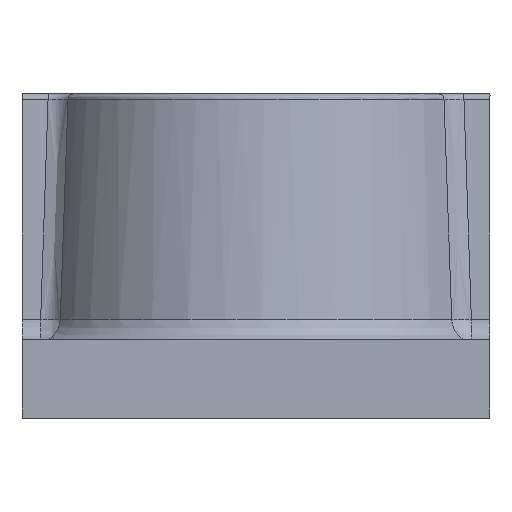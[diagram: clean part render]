
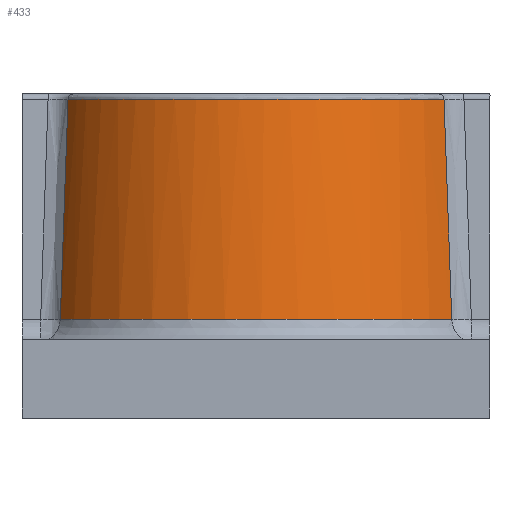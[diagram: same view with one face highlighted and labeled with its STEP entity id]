
A CAD part, left-side view. The second image highlights one B-rep face of the part: STEP entity #433.
In plain terms, the highlighted free-form (B-spline) face has degree [2, 1] with [9, 2] control points.
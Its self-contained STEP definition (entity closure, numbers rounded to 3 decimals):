
#433=ADVANCED_FACE('',(#567),#2045,.T.);
#567=FACE_OUTER_BOUND('',#703,.T.);
#703=EDGE_LOOP('',(#1120,#1121,#1122,#1123));
#1120=ORIENTED_EDGE('',*,*,#1615,.T.);
#1121=ORIENTED_EDGE('',*,*,#1594,.T.);
#1122=ORIENTED_EDGE('',*,*,#1554,.F.);
#1123=ORIENTED_EDGE('',*,*,#1593,.F.);
#1554=EDGE_CURVE('',#1877,#1879,#1717,.T.);
#1593=EDGE_CURVE('',#1918,#1877,#1742,.T.);
#1594=EDGE_CURVE('',#1920,#1879,#1743,.T.);
#1615=EDGE_CURVE('',#1918,#1920,#1753,.T.);
#1717=(
BOUNDED_CURVE()
B_SPLINE_CURVE(2,(#5191,#5192,#5193,#5194,#5195),.UNSPECIFIED.,.F.,.F.)
B_SPLINE_CURVE_WITH_KNOTS((3,2,3),(0.044,0.918,1.791),
 .UNSPECIFIED.)
CURVE()
GEOMETRIC_REPRESENTATION_ITEM()
RATIONAL_B_SPLINE_CURVE((1.,0.879,1.,0.879,1.))
REPRESENTATION_ITEM('')
);
#1742=(
BOUNDED_CURVE()
B_SPLINE_CURVE(3,(#5423,#5424,#5425,#5426),.UNSPECIFIED.,.F.,.F.)
B_SPLINE_CURVE_WITH_KNOTS((4,4),(-0.754,0.),.UNSPECIFIED.)
CURVE()
GEOMETRIC_REPRESENTATION_ITEM()
RATIONAL_B_SPLINE_CURVE((1.,1.,1.,1.))
REPRESENTATION_ITEM('')
);
#1743=(
BOUNDED_CURVE()
B_SPLINE_CURVE(3,(#5427,#5428,#5429,#5430),.UNSPECIFIED.,.F.,.F.)
B_SPLINE_CURVE_WITH_KNOTS((4,4),(-0.754,0.),.UNSPECIFIED.)
CURVE()
GEOMETRIC_REPRESENTATION_ITEM()
RATIONAL_B_SPLINE_CURVE((1.,1.,1.,1.))
REPRESENTATION_ITEM('')
);
#1753=(
BOUNDED_CURVE()
B_SPLINE_CURVE(3,(#5600,#5601,#5602,#5603,#5604,#5605,#5606,#5607,#5608,
#5609,#5610,#5611,#5612,#5613,#5614,#5615,#5616,#5617,#5618,#5619,#5620,
#5621,#5622,#5623,#5624),.UNSPECIFIED.,.F.,.F.)
B_SPLINE_CURVE_WITH_KNOTS((4,3,3,3,3,3,3,3,4),(0.001,0.125,
0.268,0.509,0.751,0.992,1.234,
1.377,1.501),.UNSPECIFIED.)
CURVE()
GEOMETRIC_REPRESENTATION_ITEM()
RATIONAL_B_SPLINE_CURVE((1.,1.,1.,1.,1.,1.,
1.,1.,1.,1.,1.,1.,1.,1.,1.,1.,1.,
1.,1.,1.,1.,1.,1.,1.,1.))
REPRESENTATION_ITEM('')
);
#1877=VERTEX_POINT('',#5030);
#1879=VERTEX_POINT('',#5032);
#1918=VERTEX_POINT('',#5071);
#1920=VERTEX_POINT('',#5073);
#2045=(
BOUNDED_SURFACE()
B_SPLINE_SURFACE(2,1,((#3968,#3969),(#3970,#3971),(#3972,#3973),(#3974,#3975),
(#3976,#3977),(#3978,#3979),(#3980,#3981),(#3982,#3983),(#3984,#3985)),
 .UNSPECIFIED.,.T.,.F.,.F.)
B_SPLINE_SURFACE_WITH_KNOTS((3,2,2,2,3),(2,2),(0.,0.512,1.024,
1.536,2.048),(3.718,4.565),
 .UNSPECIFIED.)
GEOMETRIC_REPRESENTATION_ITEM()
RATIONAL_B_SPLINE_SURFACE(((1.,1.),(0.707,0.707),
(1.,1.),(0.707,0.707),(1.,1.),(0.707,
0.707),(1.,1.),(0.707,0.707),(1.,1.)))
REPRESENTATION_ITEM('')
SURFACE()
);
#3968=CARTESIAN_POINT('',(0.,0.751,1.108));
#3969=CARTESIAN_POINT('',(0.,0.802,0.262));
#3970=CARTESIAN_POINT('',(0.751,0.751,1.108));
#3971=CARTESIAN_POINT('',(0.802,0.802,0.262));
#3972=CARTESIAN_POINT('',(0.751,0.,1.108));
#3973=CARTESIAN_POINT('',(0.802,0.,0.262));
#3974=CARTESIAN_POINT('',(0.751,-0.751,1.108));
#3975=CARTESIAN_POINT('',(0.802,-0.802,0.262));
#3976=CARTESIAN_POINT('',(0.,-0.751,1.108));
#3977=CARTESIAN_POINT('',(0.,-0.802,0.262));
#3978=CARTESIAN_POINT('',(-0.751,-0.751,1.108));
#3979=CARTESIAN_POINT('',(-0.802,-0.802,0.262));
#3980=CARTESIAN_POINT('',(-0.751,0.,1.108));
#3981=CARTESIAN_POINT('',(-0.802,0.,0.262));
#3982=CARTESIAN_POINT('',(-0.751,0.751,1.108));
#3983=CARTESIAN_POINT('',(-0.802,0.802,0.262));
#3984=CARTESIAN_POINT('',(0.,0.751,1.108));
#3985=CARTESIAN_POINT('',(0.,0.802,0.262));
#5030=CARTESIAN_POINT('',(-0.434,-0.669,0.337));
#5032=CARTESIAN_POINT('',(-0.434,0.669,0.337));
#5071=CARTESIAN_POINT('',(-0.39,-0.643,1.089));
#5073=CARTESIAN_POINT('',(-0.39,0.643,1.089));
#5191=CARTESIAN_POINT('',(-0.434,-0.669,0.337));
#5192=CARTESIAN_POINT('',(-0.798,-0.433,0.337));
#5193=CARTESIAN_POINT('',(-0.798,0.,0.337));
#5194=CARTESIAN_POINT('',(-0.798,0.433,0.337));
#5195=CARTESIAN_POINT('',(-0.434,0.669,0.337));
#5423=CARTESIAN_POINT('',(-0.39,-0.643,1.089));
#5424=CARTESIAN_POINT('',(-0.405,-0.652,0.839));
#5425=CARTESIAN_POINT('',(-0.42,-0.66,0.588));
#5426=CARTESIAN_POINT('',(-0.434,-0.669,0.337));
#5427=CARTESIAN_POINT('',(-0.39,0.643,1.089));
#5428=CARTESIAN_POINT('',(-0.405,0.652,0.839));
#5429=CARTESIAN_POINT('',(-0.42,0.66,0.588));
#5430=CARTESIAN_POINT('',(-0.434,0.669,0.337));
#5600=CARTESIAN_POINT('',(-0.39,-0.643,1.089));
#5601=CARTESIAN_POINT('',(-0.427,-0.621,1.089));
#5602=CARTESIAN_POINT('',(-0.461,-0.595,1.089));
#5603=CARTESIAN_POINT('',(-0.493,-0.568,1.089));
#5604=CARTESIAN_POINT('',(-0.53,-0.535,1.089));
#5605=CARTESIAN_POINT('',(-0.564,-0.5,1.089));
#5606=CARTESIAN_POINT('',(-0.594,-0.461,1.089));
#5607=CARTESIAN_POINT('',(-0.645,-0.396,1.089));
#5608=CARTESIAN_POINT('',(-0.685,-0.322,1.089));
#5609=CARTESIAN_POINT('',(-0.711,-0.244,1.089));
#5610=CARTESIAN_POINT('',(-0.738,-0.165,1.089));
#5611=CARTESIAN_POINT('',(-0.752,-0.083,1.089));
#5612=CARTESIAN_POINT('',(-0.752,0.,1.089));
#5613=CARTESIAN_POINT('',(-0.752,0.083,1.089));
#5614=CARTESIAN_POINT('',(-0.738,0.165,1.089));
#5615=CARTESIAN_POINT('',(-0.711,0.244,1.089));
#5616=CARTESIAN_POINT('',(-0.685,0.322,1.089));
#5617=CARTESIAN_POINT('',(-0.645,0.396,1.089));
#5618=CARTESIAN_POINT('',(-0.594,0.461,1.089));
#5619=CARTESIAN_POINT('',(-0.564,0.5,1.089));
#5620=CARTESIAN_POINT('',(-0.53,0.535,1.089));
#5621=CARTESIAN_POINT('',(-0.493,0.568,1.089));
#5622=CARTESIAN_POINT('',(-0.461,0.595,1.089));
#5623=CARTESIAN_POINT('',(-0.427,0.621,1.089));
#5624=CARTESIAN_POINT('',(-0.39,0.643,1.089));
